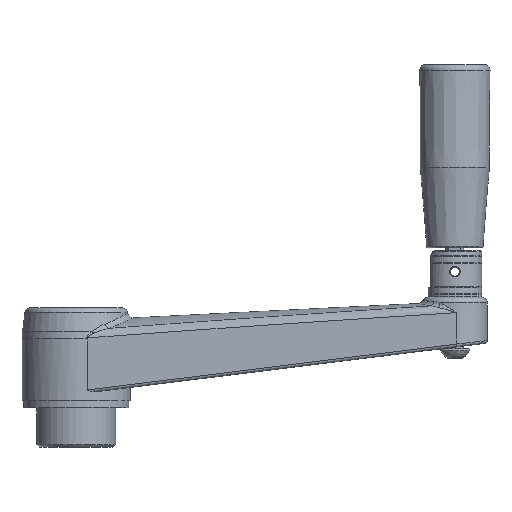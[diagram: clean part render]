
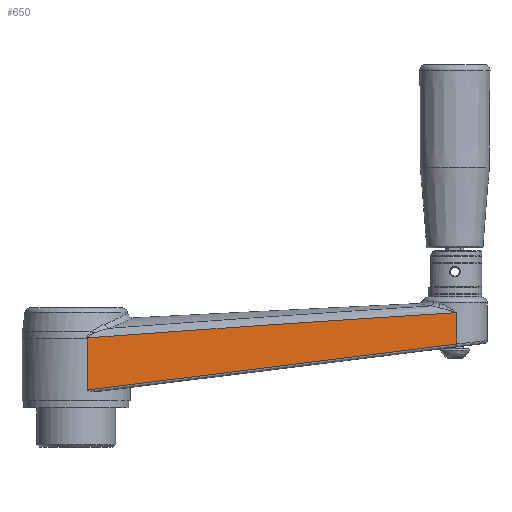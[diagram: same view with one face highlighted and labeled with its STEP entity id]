
A CAD part, front view. The second image highlights one B-rep face of the part: STEP entity #650.
In plain terms, the highlighted planar face has unit normal (0.056, -0.999, 0).
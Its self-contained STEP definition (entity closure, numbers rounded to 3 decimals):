
#650 = ADVANCED_FACE( '', ( #1377 ), #1378, .T. );
#1377 = FACE_OUTER_BOUND( '', #3761, .T. );
#1378 = PLANE( '', #3762 );
#3761 = EDGE_LOOP( '', ( #5638, #5639, #5640, #5641, #5642 ) );
#3762 = AXIS2_PLACEMENT_3D( '', #5643, #5644, #5645 );
#5638 = ORIENTED_EDGE( '', *, *, #6267, .T. );
#5639 = ORIENTED_EDGE( '', *, *, #6567, .T. );
#5640 = ORIENTED_EDGE( '', *, *, #6067, .F. );
#5641 = ORIENTED_EDGE( '', *, *, #6220, .T. );
#5642 = ORIENTED_EDGE( '', *, *, #6402, .T. );
#5643 = CARTESIAN_POINT( '', ( -64.927, -19.151, 50. ) );
#5644 = DIRECTION( '', ( 0.056, -0.998, 0. ) );
#5645 = DIRECTION( '', ( 0.998, 0.056, 0. ) );
#6067 = EDGE_CURVE( '', #6900, #6661, #6901, .T. );
#6220 = EDGE_CURVE( '', #6900, #7138, #7139, .T. );
#6267 = EDGE_CURVE( '', #7211, #7209, #7212, .T. );
#6402 = EDGE_CURVE( '', #7138, #7211, #7402, .F. );
#6567 = EDGE_CURVE( '', #7209, #6661, #7606, .T. );
#6661 = VERTEX_POINT( '', #7884 );
#6900 = VERTEX_POINT( '', #8431 );
#6901 = LINE( '', #8432, #8433 );
#7138 = VERTEX_POINT( '', #8993 );
#7139 = ELLIPSE( '', #8994, 715.897, 39.786 );
#7209 = VERTEX_POINT( '', #9193 );
#7211 = VERTEX_POINT( '', #9210 );
#7212 = LINE( '', #9211, #9212 );
#7402 = B_SPLINE_CURVE_WITH_KNOTS( '', 3, ( #9563, #9564, #9565, #9566, #9567, #9568, #9569, #9570, #9571, #9572, #9573, #9574, #9575, #9576, #9577, #9578, #9579, #9580, #9581, #9582, #9583 ), .UNSPECIFIED., .F., .F., ( 4, 2, 2, 1, 2, 2, 1, 1, 1, 2, 2, 1, 4 ), ( 0., 0., 0., 0., 0., 0., 0., 0., 0., 0., 0., 0., 0. ), .UNSPECIFIED. );
#7606 = LINE( '', #10127, #10128 );
#7884 = CARTESIAN_POINT( '', ( 71.778, -11.532, 22.669 ) );
#8431 = CARTESIAN_POINT( '', ( 71.778, -11.532, 33.808 ) );
#8432 = CARTESIAN_POINT( '', ( 71.778, -11.532, 50. ) );
#8433 = VECTOR( '', #10427, 1000. );
#8993 = CARTESIAN_POINT( '', ( -59.145, -18.829, 24.87 ) );
#8994 = AXIS2_PLACEMENT_3D( '', #10621, #10622, #10623 );
#9193 = CARTESIAN_POINT( '', ( -59.28, -18.836, 6.386 ) );
#9210 = CARTESIAN_POINT( '', ( -59.28, -18.836, 24.476 ) );
#9211 = CARTESIAN_POINT( '', ( -59.28, -18.836, 0. ) );
#9212 = VECTOR( '', #10683, 1000. );
#9563 = CARTESIAN_POINT( '', ( -59.28, -18.836, 24.476 ) );
#9564 = CARTESIAN_POINT( '', ( -59.276, -18.836, 24.511 ) );
#9565 = CARTESIAN_POINT( '', ( -59.271, -18.836, 24.545 ) );
#9566 = CARTESIAN_POINT( '', ( -59.257, -18.835, 24.614 ) );
#9567 = CARTESIAN_POINT( '', ( -59.248, -18.834, 24.647 ) );
#9568 = CARTESIAN_POINT( '', ( -59.231, -18.833, 24.697 ) );
#9569 = CARTESIAN_POINT( '', ( -59.222, -18.833, 24.722 ) );
#9570 = CARTESIAN_POINT( '', ( -59.212, -18.832, 24.746 ) );
#9571 = CARTESIAN_POINT( '', ( -59.205, -18.832, 24.762 ) );
#9572 = CARTESIAN_POINT( '', ( -59.201, -18.832, 24.77 ) );
#9573 = CARTESIAN_POINT( '', ( -59.19, -18.831, 24.794 ) );
#9574 = CARTESIAN_POINT( '', ( -59.177, -18.83, 24.818 ) );
#9575 = CARTESIAN_POINT( '', ( -59.161, -18.83, 24.844 ) );
#9576 = CARTESIAN_POINT( '', ( -59.154, -18.829, 24.856 ) );
#9577 = CARTESIAN_POINT( '', ( -59.151, -18.829, 24.86 ) );
#9578 = CARTESIAN_POINT( '', ( -59.151, -18.829, 24.861 ) );
#9579 = CARTESIAN_POINT( '', ( -59.15, -18.829, 24.861 ) );
#9580 = CARTESIAN_POINT( '', ( -59.149, -18.829, 24.863 ) );
#9581 = CARTESIAN_POINT( '', ( -59.148, -18.829, 24.865 ) );
#9582 = CARTESIAN_POINT( '', ( -59.146, -18.829, 24.868 ) );
#9583 = CARTESIAN_POINT( '', ( -59.145, -18.829, 24.87 ) );
#10127 = CARTESIAN_POINT( '', ( 71.656, -11.539, 22.653 ) );
#10128 = VECTOR( '', #10948, 1000. );
#10427 = DIRECTION( '', ( 0., 0., -1. ) );
#10621 = CARTESIAN_POINT( '', ( 224.953, -2.995, 2.593 ) );
#10622 = DIRECTION( '', ( 0.056, -0.998, 0. ) );
#10623 = DIRECTION( '', ( -0.997, -0.056, -0.05 ) );
#10683 = DIRECTION( '', ( 0., 0., -1. ) );
#10948 = DIRECTION( '', ( 0.991, 0.055, 0.123 ) );
